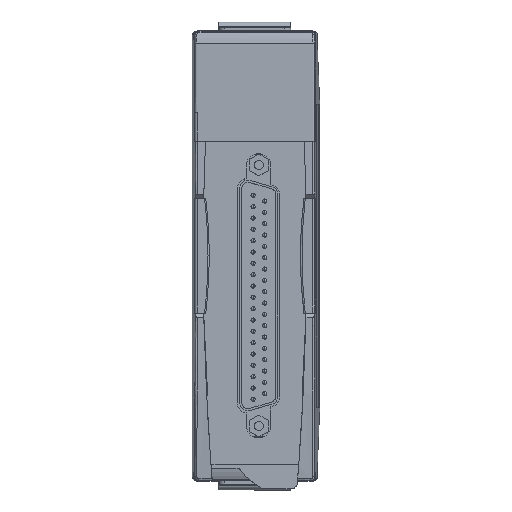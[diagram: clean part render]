
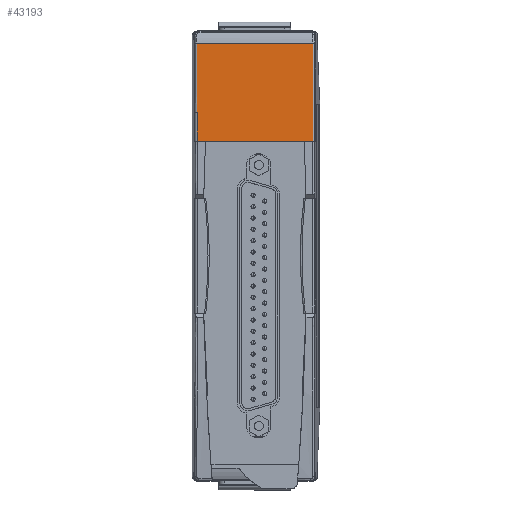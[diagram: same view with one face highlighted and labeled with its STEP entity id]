
A CAD part, top view. The second image highlights one B-rep face of the part: STEP entity #43193.
In plain terms, the highlighted planar face has unit normal (0, 0, 1).
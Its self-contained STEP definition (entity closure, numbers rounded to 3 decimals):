
#1847 = CARTESIAN_POINT ( 'NONE',  ( 1.607, 52., 84.5 ) ) ;
#2008 = VECTOR ( 'NONE', #21857, 1000. ) ;
#3325 = ORIENTED_EDGE ( 'NONE', *, *, #11333, .T. ) ;
#6064 = ORIENTED_EDGE ( 'NONE', *, *, #22628, .T. ) ;
#7482 = CARTESIAN_POINT ( 'NONE',  ( 1.607, 49.667, 84.5 ) ) ;
#8893 = VECTOR ( 'NONE', #43186, 1000. ) ;
#10681 = FACE_OUTER_BOUND ( 'NONE', #44603, .T. ) ;
#10737 = VERTEX_POINT ( 'NONE', #47939 ) ;
#11333 = EDGE_CURVE ( 'NONE', #52033, #45185, #23160, .T. ) ;
#12267 = ORIENTED_EDGE ( 'NONE', *, *, #35101, .F. ) ;
#12573 = CARTESIAN_POINT ( 'NONE',  ( 29.892, 35., 84.5 ) ) ;
#12818 = CARTESIAN_POINT ( 'NONE',  ( 1.607, 51.333, 84.5 ) ) ;
#13056 = CARTESIAN_POINT ( 'NONE',  ( 1.607, 47., 84.5 ) ) ;
#14801 = DIRECTION ( 'NONE',  ( -1., 0., 0. ) ) ;
#15089 = CARTESIAN_POINT ( 'NONE',  ( 1.607, 28., 84.5 ) ) ;
#15195 = VERTEX_POINT ( 'NONE', #15089 ) ;
#18612 = CARTESIAN_POINT ( 'NONE',  ( 1.607, 39., 84.5 ) ) ;
#19535 = ORIENTED_EDGE ( 'NONE', *, *, #35296, .T. ) ;
#21832 = LINE ( 'NONE', #37655, #8893 ) ;
#21857 = DIRECTION ( 'NONE',  ( 1., 0., 0. ) ) ;
#22628 = EDGE_CURVE ( 'NONE', #32724, #35105, #71022, .T. ) ;
#23160 = LINE ( 'NONE', #70402, #50687 ) ;
#24361 = EDGE_CURVE ( 'NONE', #10737, #58806, #62979, .T. ) ;
#24574 = EDGE_CURVE ( 'NONE', #58806, #52033, #21832, .T. ) ;
#24923 = CARTESIAN_POINT ( 'NONE',  ( 1.099, 35., 84.5 ) ) ;
#27179 = VECTOR ( 'NONE', #53143, 1000. ) ;
#28078 = CARTESIAN_POINT ( 'NONE',  ( 1.607, 52., 84.5 ) ) ;
#29772 = LINE ( 'NONE', #49520, #2008 ) ;
#30170 = CARTESIAN_POINT ( 'NONE',  ( 29.892, 52., 84.5 ) ) ;
#30473 = DIRECTION ( 'NONE',  ( 1., 0., 0. ) ) ;
#32724 = VERTEX_POINT ( 'NONE', #53442 ) ;
#35059 = CARTESIAN_POINT ( 'NONE',  ( 1.607, 51.667, 84.5 ) ) ;
#35101 = EDGE_CURVE ( 'NONE', #15195, #35105, #70798, .T. ) ;
#35105 = VERTEX_POINT ( 'NONE', #37122 ) ;
#35296 = EDGE_CURVE ( 'NONE', #15195, #10737, #29772, .T. ) ;
#35801 = PLANE ( 'NONE',  #62559 ) ;
#37122 = CARTESIAN_POINT ( 'NONE',  ( 1.607, 35., 84.5 ) ) ;
#37655 = CARTESIAN_POINT ( 'NONE',  ( 46.666, 52., 84.5 ) ) ;
#40585 = CARTESIAN_POINT ( 'NONE',  ( 1.607, 51., 84.5 ) ) ;
#41020 = ORIENTED_EDGE ( 'NONE', *, *, #64391, .T. ) ;
#41144 = LINE ( 'NONE', #42322, #53921 ) ;
#42322 = CARTESIAN_POINT ( 'NONE',  ( 46.666, 52., 84.5 ) ) ;
#43186 = DIRECTION ( 'NONE',  ( -1., 0., 0. ) ) ;
#43193 = ADVANCED_FACE ( 'NONE', ( #10681 ), #35801, .T. ) ;
#44603 = EDGE_LOOP ( 'NONE', ( #6064, #12267, #19535, #47768, #55908, #3325, #41020 ) ) ;
#45185 = VERTEX_POINT ( 'NONE', #28078 ) ;
#46053 = CARTESIAN_POINT ( 'NONE',  ( 1.607, 48.333, 84.5 ) ) ;
#46841 = VECTOR ( 'NONE', #56505, 1000. ) ;
#47768 = ORIENTED_EDGE ( 'NONE', *, *, #24361, .T. ) ;
#47939 = CARTESIAN_POINT ( 'NONE',  ( 29.892, 28., 84.5 ) ) ;
#48015 = CARTESIAN_POINT ( 'NONE',  ( 29.892, 52., 84.5 ) ) ;
#49520 = CARTESIAN_POINT ( 'NONE',  ( 1.099, 28., 84.5 ) ) ;
#50687 = VECTOR ( 'NONE', #59663, 1000. ) ;
#51540 = CARTESIAN_POINT ( 'NONE',  ( 1.607, 43., 84.5 ) ) ;
#52033 = VERTEX_POINT ( 'NONE', #48015 ) ;
#53143 = DIRECTION ( 'NONE',  ( 0., 1., 0. ) ) ;
#53442 = CARTESIAN_POINT ( 'NONE',  ( 1.607, 52., 84.5 ) ) ;
#53921 = VECTOR ( 'NONE', #14801, 1000. ) ;
#55908 = ORIENTED_EDGE ( 'NONE', *, *, #24574, .T. ) ;
#56505 = DIRECTION ( 'NONE',  ( 0., 1., 0. ) ) ;
#56968 = CARTESIAN_POINT ( 'NONE',  ( 1.607, 35., 84.5 ) ) ;
#58778 = CARTESIAN_POINT ( 'NONE',  ( 1.607, 29.5, 84.5 ) ) ;
#58806 = VERTEX_POINT ( 'NONE', #30170 ) ;
#59663 = DIRECTION ( 'NONE',  ( -1., 0., 0. ) ) ;
#62559 = AXIS2_PLACEMENT_3D ( 'NONE', #24923, #63179, #30473 ) ;
#62979 = LINE ( 'NONE', #12573, #46841 ) ;
#63179 = DIRECTION ( 'NONE',  ( 0., 0., 1. ) ) ;
#64391 = EDGE_CURVE ( 'NONE', #45185, #32724, #41144, .T. ) ;
#70402 = CARTESIAN_POINT ( 'NONE',  ( 46.666, 52., 84.5 ) ) ;
#70798 = LINE ( 'NONE', #58778, #27179 ) ;
#71022 = B_SPLINE_CURVE_WITH_KNOTS ( 'NONE', 3,
 ( #1847, #35059, #12818, #40585, #7482, #46053, #13056, #51540, #18612, #56968 ),
 .UNSPECIFIED., .F., .F.,
 ( 4, 3, 3, 4 ),
 ( 0., 0.001, 0.005, 0.017 ),
 .UNSPECIFIED. ) ;
